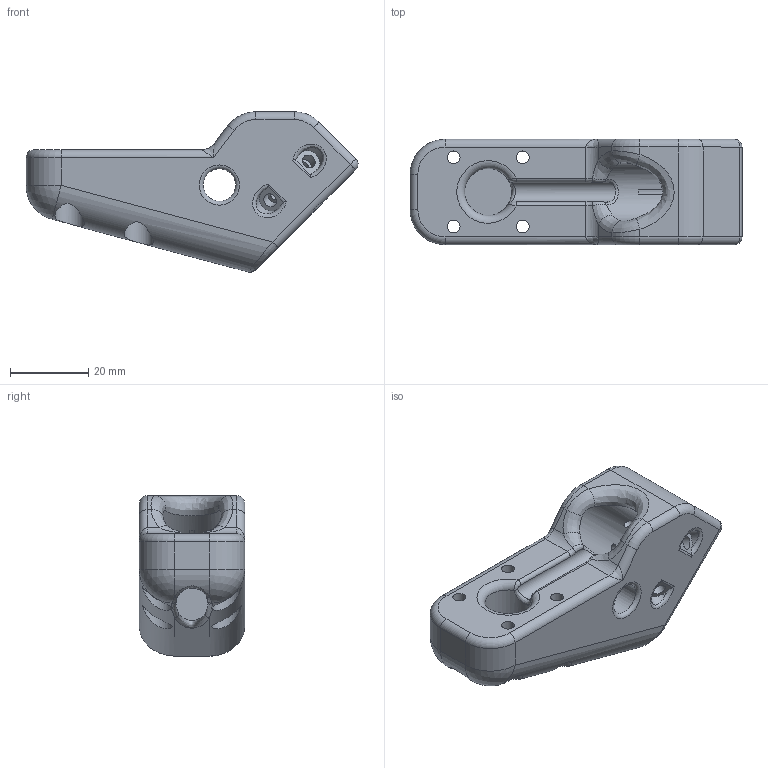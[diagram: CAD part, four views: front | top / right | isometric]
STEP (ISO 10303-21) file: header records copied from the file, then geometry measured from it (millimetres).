
FILE_DESCRIPTION(/* description */ ('STEP AP214'),/* implementation_level */ '2;1');
FILE_NAME(/* name */ '613a1d38fd96905b976639c7',/* time_stamp */ '2021-09-09T14:42:02+00:00',/* author */ (''),/* organization */ (''),/* preprocessor_version */ 'ST-DEVELOPER v18.1',/* originating_system */ ' ',/* authorisation */ ' ');
FILE_SCHEMA (('AUTOMOTIVE_DESIGN {1 0 10303 214 3 1 1}'));
Length unit declared in the file: metre
Products named in the file (1): motor-mount
Bounding box: 84.98 x 27 x 41.05 mm (x, y, z)
Volume: 38446.6 mm3; surface area: 15734.8 mm2
Topology: 1 solids, 1 shells, 148 faces, 358 edges, 213 vertices
Faces by surface type: cylinder 59, plane 34, bspline 31, torus 14, cone 6, sphere 4
Full cylindrical faces by diameter (mm): 2.6 x5, 3.3 x4, 3.5 x4, 6 x1, 7.5 x4, 8.3 x2, 12 x1, 15 x1, 22.3 x1
Entity records: 5022 total; most frequent: CARTESIAN_POINT 1906, ORIENTED_EDGE 622, DIRECTION 599, EDGE_CURVE 311, AXIS2_PLACEMENT_3D 260, EDGE_LOOP 216, FACE_BOUND 216, VERTEX_POINT 201
